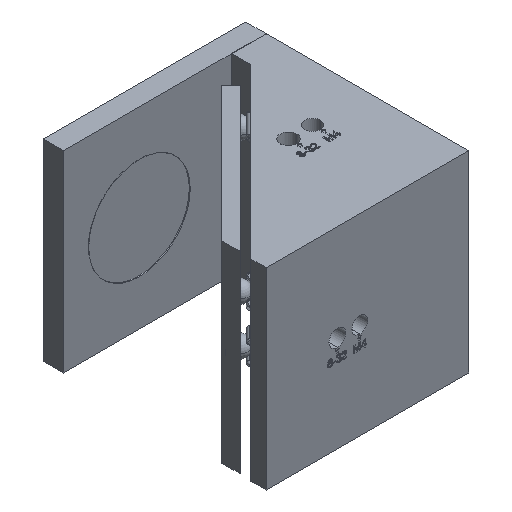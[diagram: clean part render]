
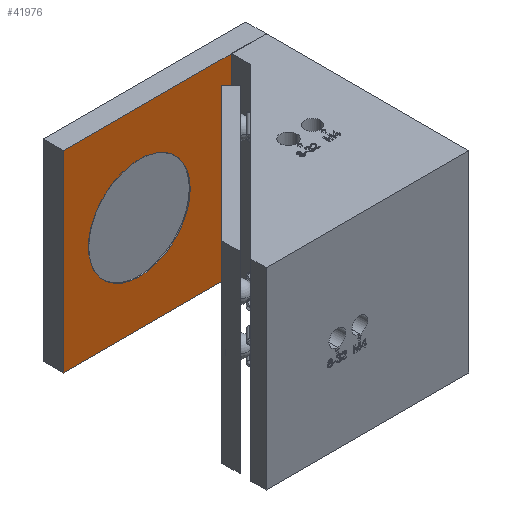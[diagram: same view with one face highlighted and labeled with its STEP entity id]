
A CAD part, isometric view. The second image highlights one B-rep face of the part: STEP entity #41976.
In plain terms, the highlighted planar face has unit normal (0, -1, 0).
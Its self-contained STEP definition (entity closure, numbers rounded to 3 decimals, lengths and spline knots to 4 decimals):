
#8 = VECTOR ( 'NONE', #13655, 39.3701 ) ;
#37 = EDGE_CURVE ( 'NONE', #14710, #35881, #3960, .T. ) ;
#64 = CARTESIAN_POINT ( 'NONE',  ( 1.0145, 1.6127, 1.7 ) ) ;
#288 = AXIS2_PLACEMENT_3D ( 'NONE', #30344, #30021, #11643 ) ;
#1304 = VERTEX_POINT ( 'NONE', #35013 ) ;
#1362 = VERTEX_POINT ( 'NONE', #17640 ) ;
#2207 = VERTEX_POINT ( 'NONE', #47247 ) ;
#2328 = CIRCLE ( 'NONE', #27672, 0.0642 ) ;
#3190 = CARTESIAN_POINT ( 'NONE',  ( 1.1835, 1.6127, 1.9 ) ) ;
#3960 = LINE ( 'NONE', #5395, #5113 ) ;
#4588 = DIRECTION ( 'NONE',  ( 1., 0., 0. ) ) ;
#4801 = LINE ( 'NONE', #28099, #41806 ) ;
#5113 = VECTOR ( 'NONE', #41758, 39.3701 ) ;
#5155 = EDGE_CURVE ( 'NONE', #42823, #1304, #11223, .T. ) ;
#5340 = EDGE_CURVE ( 'NONE', #47125, #14710, #4801, .T. ) ;
#5395 = CARTESIAN_POINT ( 'NONE',  ( -0.8165, 1.6127, 1.9 ) ) ;
#6067 = VERTEX_POINT ( 'NONE', #11726 ) ;
#6595 = CIRCLE ( 'NONE', #23847, 0.0642 ) ;
#7464 = DIRECTION ( 'NONE',  ( -1., 0., 0. ) ) ;
#9303 = EDGE_CURVE ( 'NONE', #1304, #42823, #38176, .T. ) ;
#9616 = ORIENTED_EDGE ( 'NONE', *, *, #9303, .F. ) ;
#9965 = PLANE ( 'NONE',  #41355 ) ;
#10767 = EDGE_CURVE ( 'NONE', #47125, #2207, #16695, .T. ) ;
#11223 = CIRCLE ( 'NONE', #21362, 0.501 ) ;
#11643 = DIRECTION ( 'NONE',  ( -1., 0., 0. ) ) ;
#11726 = CARTESIAN_POINT ( 'NONE',  ( 1.0787, 1.6127, 0.2 ) ) ;
#12954 = ORIENTED_EDGE ( 'NONE', *, *, #26737, .T. ) ;
#13655 = DIRECTION ( 'NONE',  ( 1., 0., 0. ) ) ;
#14086 = CARTESIAN_POINT ( 'NONE',  ( -0.5675, 1.6127, 0.95 ) ) ;
#14126 = DIRECTION ( 'NONE',  ( 1., 0., 0. ) ) ;
#14264 = CARTESIAN_POINT ( 'NONE',  ( 0.9502, 1.6127, 1.7 ) ) ;
#14272 = ORIENTED_EDGE ( 'NONE', *, *, #10767, .T. ) ;
#14710 = VERTEX_POINT ( 'NONE', #28264 ) ;
#14953 = FACE_BOUND ( 'NONE', #19848, .T. ) ;
#15865 = VERTEX_POINT ( 'NONE', #24824 ) ;
#15885 = CARTESIAN_POINT ( 'NONE',  ( -0.0665, 1.6127, 0.95 ) ) ;
#15940 = CARTESIAN_POINT ( 'NONE',  ( -0.8165, 1.6127, 0. ) ) ;
#16695 = LINE ( 'NONE', #46395, #8 ) ;
#17640 = CARTESIAN_POINT ( 'NONE',  ( 1.0787, 1.6127, 1.7 ) ) ;
#19848 = EDGE_LOOP ( 'NONE', ( #43878, #44403 ) ) ;
#21362 = AXIS2_PLACEMENT_3D ( 'NONE', #47706, #43796, #14126 ) ;
#21750 = DIRECTION ( 'NONE',  ( 0., 1., 0. ) ) ;
#23573 = DIRECTION ( 'NONE',  ( 0., 1., 0. ) ) ;
#23847 = AXIS2_PLACEMENT_3D ( 'NONE', #64, #36823, #7464 ) ;
#24134 = VECTOR ( 'NONE', #31058, 39.3701 ) ;
#24685 = VERTEX_POINT ( 'NONE', #14264 ) ;
#24824 = CARTESIAN_POINT ( 'NONE',  ( 0.9502, 1.6127, 0.2 ) ) ;
#26737 = EDGE_CURVE ( 'NONE', #1362, #24685, #2328, .T. ) ;
#27080 = FACE_OUTER_BOUND ( 'NONE', #47269, .T. ) ;
#27672 = AXIS2_PLACEMENT_3D ( 'NONE', #38438, #23573, #45663 ) ;
#28099 = CARTESIAN_POINT ( 'NONE',  ( -0.8165, 1.6127, 0. ) ) ;
#28264 = CARTESIAN_POINT ( 'NONE',  ( -0.8165, 1.6127, 1.9 ) ) ;
#28574 = ORIENTED_EDGE ( 'NONE', *, *, #5340, .F. ) ;
#28965 = EDGE_CURVE ( 'NONE', #2207, #35881, #37453, .T. ) ;
#29247 = AXIS2_PLACEMENT_3D ( 'NONE', #15885, #45403, #4588 ) ;
#30021 = DIRECTION ( 'NONE',  ( 0., 1., 0. ) ) ;
#30344 = CARTESIAN_POINT ( 'NONE',  ( 1.0145, 1.6127, 0.2 ) ) ;
#30586 = EDGE_LOOP ( 'NONE', ( #31385, #12954 ) ) ;
#31058 = DIRECTION ( 'NONE',  ( 0., 0., 1. ) ) ;
#31219 = CARTESIAN_POINT ( 'NONE',  ( 1.1835, 1.6127, 0. ) ) ;
#31385 = ORIENTED_EDGE ( 'NONE', *, *, #34027, .T. ) ;
#33745 = EDGE_CURVE ( 'NONE', #15865, #6067, #45849, .T. ) ;
#33818 = DIRECTION ( 'NONE',  ( -1., 0., 0. ) ) ;
#34027 = EDGE_CURVE ( 'NONE', #24685, #1362, #6595, .T. ) ;
#35013 = CARTESIAN_POINT ( 'NONE',  ( 0.4345, 1.6127, 0.95 ) ) ;
#35561 = CIRCLE ( 'NONE', #288, 0.0642 ) ;
#35881 = VERTEX_POINT ( 'NONE', #3190 ) ;
#36018 = ORIENTED_EDGE ( 'NONE', *, *, #37, .F. ) ;
#36823 = DIRECTION ( 'NONE',  ( 0., 1., 0. ) ) ;
#36921 = ORIENTED_EDGE ( 'NONE', *, *, #28965, .T. ) ;
#37453 = LINE ( 'NONE', #31219, #24134 ) ;
#38095 = AXIS2_PLACEMENT_3D ( 'NONE', #41090, #44582, #33818 ) ;
#38176 = CIRCLE ( 'NONE', #29247, 0.501 ) ;
#38438 = CARTESIAN_POINT ( 'NONE',  ( 1.0145, 1.6127, 1.7 ) ) ;
#39459 = EDGE_LOOP ( 'NONE', ( #9616, #43333 ) ) ;
#39713 = DIRECTION ( 'NONE',  ( -1., 0., 0. ) ) ;
#41090 = CARTESIAN_POINT ( 'NONE',  ( 1.0145, 1.6127, 0.2 ) ) ;
#41355 = AXIS2_PLACEMENT_3D ( 'NONE', #43856, #21750, #39713 ) ;
#41758 = DIRECTION ( 'NONE',  ( 1., 0., 0. ) ) ;
#41806 = VECTOR ( 'NONE', #45997, 39.3701 ) ;
#41976 = ADVANCED_FACE ( 'NONE', ( #47284, #14953, #46698, #27080 ), #9965, .F. ) ;
#42823 = VERTEX_POINT ( 'NONE', #14086 ) ;
#43333 = ORIENTED_EDGE ( 'NONE', *, *, #5155, .F. ) ;
#43796 = DIRECTION ( 'NONE',  ( 0., -1., 0. ) ) ;
#43856 = CARTESIAN_POINT ( 'NONE',  ( -0.8165, 1.6127, 0. ) ) ;
#43878 = ORIENTED_EDGE ( 'NONE', *, *, #33745, .T. ) ;
#44403 = ORIENTED_EDGE ( 'NONE', *, *, #44454, .T. ) ;
#44454 = EDGE_CURVE ( 'NONE', #6067, #15865, #35561, .T. ) ;
#44582 = DIRECTION ( 'NONE',  ( 0., 1., 0. ) ) ;
#45403 = DIRECTION ( 'NONE',  ( 0., -1., 0. ) ) ;
#45663 = DIRECTION ( 'NONE',  ( -1., 0., 0. ) ) ;
#45849 = CIRCLE ( 'NONE', #38095, 0.0642 ) ;
#45997 = DIRECTION ( 'NONE',  ( 0., 0., 1. ) ) ;
#46395 = CARTESIAN_POINT ( 'NONE',  ( -0.8165, 1.6127, 0. ) ) ;
#46698 = FACE_BOUND ( 'NONE', #30586, .T. ) ;
#47125 = VERTEX_POINT ( 'NONE', #15940 ) ;
#47247 = CARTESIAN_POINT ( 'NONE',  ( 1.1835, 1.6127, 0. ) ) ;
#47269 = EDGE_LOOP ( 'NONE', ( #36921, #36018, #28574, #14272 ) ) ;
#47284 = FACE_BOUND ( 'NONE', #39459, .T. ) ;
#47706 = CARTESIAN_POINT ( 'NONE',  ( -0.0665, 1.6127, 0.95 ) ) ;
